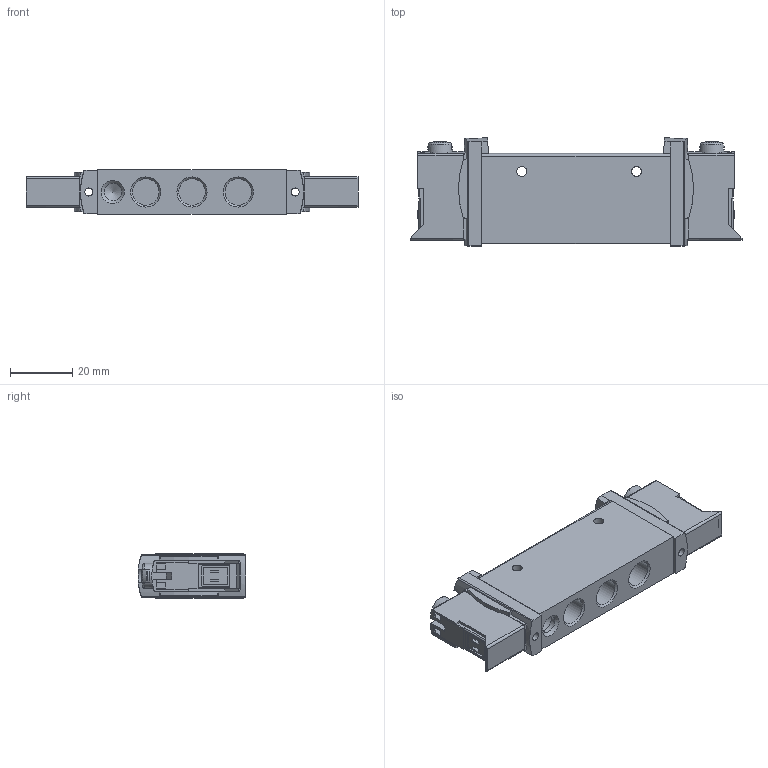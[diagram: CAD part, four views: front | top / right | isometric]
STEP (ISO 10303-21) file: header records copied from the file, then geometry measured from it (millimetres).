
FILE_DESCRIPTION(/* description */ ('STEP AP214'),/* implementation_level */ '2;1');
FILE_NAME(/* name */ '574369_VUVG-L14-T32U-MT-G18-1P3',/* time_stamp */ '2024-09-17T16:20:21+02:00',/* author */ ('License CC BY-ND 4.0'),/* organization */ ('CADENAS'),/* preprocessor_version */ 'ST-DEVELOPER v19.3',/* originating_system */ 'PARTsolutions',/* authorisation */ ' ');
FILE_SCHEMA (('AUTOMOTIVE_DESIGN {1 0 10303 214 3 1 1}'));
Length unit declared in the file: millimetre
Products named in the file (2): 574369 VUVG-L14-T32U-MT-G18-1P3; 564212 VUVG-L-14-T32U-M-T-G18--1P3--------(G)
Assembly tree (1 placements, depth 2):
  574369 VUVG-L14-T32U-MT-G18-1P3
    564212 VUVG-L-14-T32U-M-T-G18--1P3--------(G)
Bounding box: 107 x 34.8 x 14.4 mm (x, y, z)
Volume: 36191.8 mm3; surface area: 12253.4 mm2
Topology: 1 solids, 1 shells, 428 faces, 1149 edges, 754 vertices
Faces by surface type: plane 303, cylinder 104, cone 13, torus 6, sphere 2
Full cylindrical faces by diameter (mm): 2.6 x2, 3.2 x2, 3.8 x2, 3.9 x2, 5.6 x1, 8.1 x2, 8.566 x5
Entity records: 13277 total; most frequent: CARTESIAN_POINT 2451, DIRECTION 2240, ORIENTED_EDGE 2216, EDGE_CURVE 1108, LINE 752, VECTOR 752, AXIS2_PLACEMENT_3D 744, VERTEX_POINT 743
